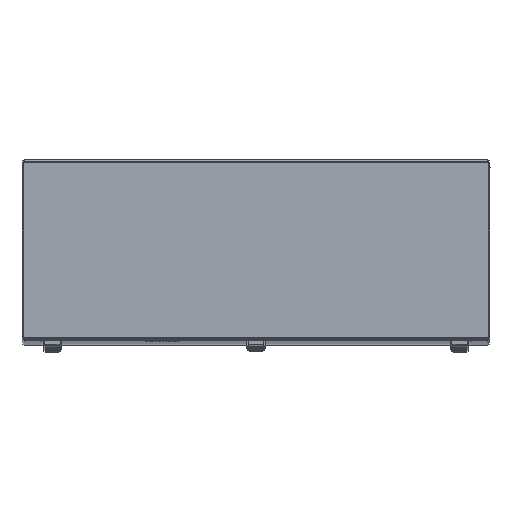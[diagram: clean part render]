
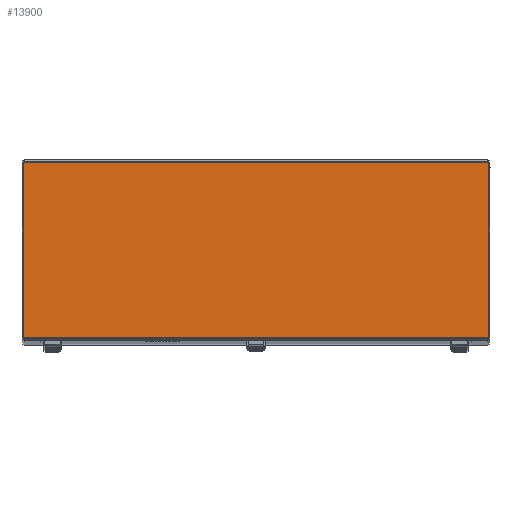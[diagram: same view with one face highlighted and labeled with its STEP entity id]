
A CAD part, top view. The second image highlights one B-rep face of the part: STEP entity #13900.
In plain terms, the highlighted planar face has unit normal (0, 0, 1).
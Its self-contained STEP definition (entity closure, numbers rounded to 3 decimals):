
#27 = CARTESIAN_POINT ( 'NONE',  ( 500., 376., 20. ) ) ;
#201 = DIRECTION ( 'NONE',  ( 0., 1., 0. ) ) ;
#774 = LINE ( 'NONE', #2539, #8902 ) ;
#1310 = LINE ( 'NONE', #18353, #20845 ) ;
#1579 = EDGE_CURVE ( 'NONE', #19874, #8883, #2344, .T. ) ;
#1633 = VECTOR ( 'NONE', #15668, 1000. ) ;
#2194 = VECTOR ( 'NONE', #8353, 1000. ) ;
#2270 = VERTEX_POINT ( 'NONE', #11177 ) ;
#2344 = LINE ( 'NONE', #9113, #14969 ) ;
#2539 = CARTESIAN_POINT ( 'NONE',  ( -500., 3., 20. ) ) ;
#2814 = CARTESIAN_POINT ( 'NONE',  ( 495.586, 3., 20. ) ) ;
#2942 = ORIENTED_EDGE ( 'NONE', *, *, #16821, .T. ) ;
#2978 = DIRECTION ( 'NONE',  ( -1., 0., 0. ) ) ;
#3102 = CARTESIAN_POINT ( 'NONE',  ( -497., 3., 20. ) ) ;
#3705 = CARTESIAN_POINT ( 'NONE',  ( -497., 376., 20. ) ) ;
#3862 = LINE ( 'NONE', #13675, #21008 ) ;
#4188 = CARTESIAN_POINT ( 'NONE',  ( 495.586, 376., 20. ) ) ;
#4500 = VERTEX_POINT ( 'NONE', #3705 ) ;
#4649 = FACE_OUTER_BOUND ( 'NONE', #5472, .T. ) ;
#5472 = EDGE_LOOP ( 'NONE', ( #16301, #9094, #10457, #15364, #6386, #2942, #17497, #8839 ) ) ;
#5579 = VERTEX_POINT ( 'NONE', #13206 ) ;
#6386 = ORIENTED_EDGE ( 'NONE', *, *, #10164, .T. ) ;
#7690 = VECTOR ( 'NONE', #11581, 1000. ) ;
#8311 = DIRECTION ( 'NONE',  ( 0., 0., -1. ) ) ;
#8353 = DIRECTION ( 'NONE',  ( -1., 0., 0. ) ) ;
#8839 = ORIENTED_EDGE ( 'NONE', *, *, #12475, .F. ) ;
#8846 = LINE ( 'NONE', #17469, #1633 ) ;
#8883 = VERTEX_POINT ( 'NONE', #19729 ) ;
#8884 = AXIS2_PLACEMENT_3D ( 'NONE', #21404, #8311, #2978 ) ;
#8902 = VECTOR ( 'NONE', #17705, 1000. ) ;
#9094 = ORIENTED_EDGE ( 'NONE', *, *, #17055, .T. ) ;
#9113 = CARTESIAN_POINT ( 'NONE',  ( 500., 376., 20. ) ) ;
#10164 = EDGE_CURVE ( 'NONE', #5579, #2270, #3862, .T. ) ;
#10246 = CARTESIAN_POINT ( 'NONE',  ( -500., 3., 20. ) ) ;
#10457 = ORIENTED_EDGE ( 'NONE', *, *, #14255, .F. ) ;
#11177 = CARTESIAN_POINT ( 'NONE',  ( 497., 376., 20. ) ) ;
#11400 = CARTESIAN_POINT ( 'NONE',  ( -495.586, 3., 20. ) ) ;
#11540 = VERTEX_POINT ( 'NONE', #2814 ) ;
#11581 = DIRECTION ( 'NONE',  ( -1., 0., 0. ) ) ;
#11586 = LINE ( 'NONE', #10246, #2194 ) ;
#12475 = EDGE_CURVE ( 'NONE', #4500, #8883, #13952, .T. ) ;
#13206 = CARTESIAN_POINT ( 'NONE',  ( 497., 3., 20. ) ) ;
#13269 = LINE ( 'NONE', #20077, #7690 ) ;
#13675 = CARTESIAN_POINT ( 'NONE',  ( 497., 0., 20. ) ) ;
#13900 = ADVANCED_FACE ( 'NONE', ( #4649 ), #19724, .F. ) ;
#13952 = LINE ( 'NONE', #27, #16800 ) ;
#14252 = DIRECTION ( 'NONE',  ( -1., 0., 0. ) ) ;
#14255 = EDGE_CURVE ( 'NONE', #11540, #18729, #774, .T. ) ;
#14675 = EDGE_CURVE ( 'NONE', #5579, #11540, #11586, .T. ) ;
#14969 = VECTOR ( 'NONE', #14252, 1000. ) ;
#15004 = DIRECTION ( 'NONE',  ( 1., 0., 0. ) ) ;
#15175 = VERTEX_POINT ( 'NONE', #3102 ) ;
#15364 = ORIENTED_EDGE ( 'NONE', *, *, #14675, .F. ) ;
#15668 = DIRECTION ( 'NONE',  ( 0., -1., 0. ) ) ;
#16301 = ORIENTED_EDGE ( 'NONE', *, *, #18522, .T. ) ;
#16800 = VECTOR ( 'NONE', #18840, 1000. ) ;
#16821 = EDGE_CURVE ( 'NONE', #2270, #19874, #13269, .T. ) ;
#17055 = EDGE_CURVE ( 'NONE', #15175, #18729, #1310, .T. ) ;
#17469 = CARTESIAN_POINT ( 'NONE',  ( -497., 0., 20. ) ) ;
#17497 = ORIENTED_EDGE ( 'NONE', *, *, #1579, .T. ) ;
#17705 = DIRECTION ( 'NONE',  ( -1., 0., 0. ) ) ;
#18353 = CARTESIAN_POINT ( 'NONE',  ( 500., 3., 20. ) ) ;
#18522 = EDGE_CURVE ( 'NONE', #4500, #15175, #8846, .T. ) ;
#18729 = VERTEX_POINT ( 'NONE', #11400 ) ;
#18840 = DIRECTION ( 'NONE',  ( 1., 0., 0. ) ) ;
#19724 = PLANE ( 'NONE',  #8884 ) ;
#19729 = CARTESIAN_POINT ( 'NONE',  ( -495.586, 376., 20. ) ) ;
#19874 = VERTEX_POINT ( 'NONE', #4188 ) ;
#20077 = CARTESIAN_POINT ( 'NONE',  ( 500., 376., 20. ) ) ;
#20845 = VECTOR ( 'NONE', #15004, 1000. ) ;
#21008 = VECTOR ( 'NONE', #201, 1000. ) ;
#21404 = CARTESIAN_POINT ( 'NONE',  ( 0., 0., 20. ) ) ;
